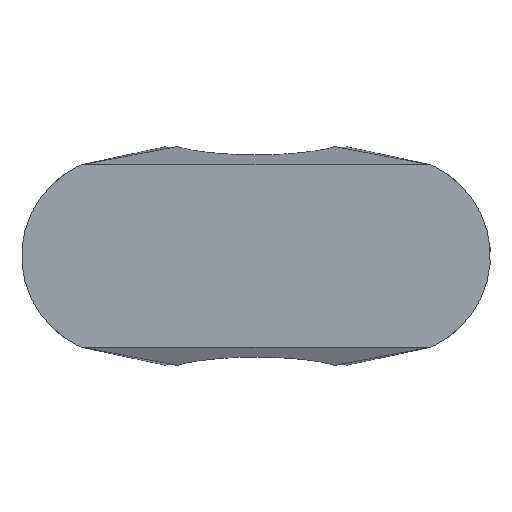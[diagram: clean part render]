
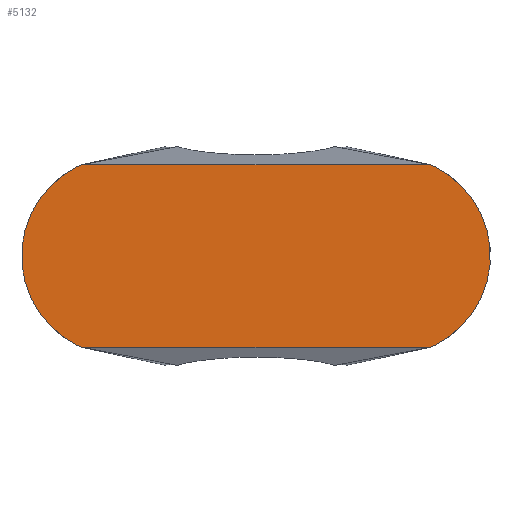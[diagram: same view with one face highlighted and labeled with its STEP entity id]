
A CAD part, front view. The second image highlights one B-rep face of the part: STEP entity #5132.
In plain terms, the highlighted planar face has unit normal (0, -1, 0).
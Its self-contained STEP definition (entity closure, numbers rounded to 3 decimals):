
#241 = CIRCLE ( 'NONE', #8708, 2.54 ) ;
#392 = DIRECTION ( 'NONE',  ( 0., -1., 0. ) ) ;
#393 = DIRECTION ( 'NONE',  ( 1., 0., 0. ) ) ;
#632 = VERTEX_POINT ( 'NONE', #9533 ) ;
#653 = CARTESIAN_POINT ( 'NONE',  ( -17.511, -35.154, -7.087 ) ) ;
#915 = DIRECTION ( 'NONE',  ( 0., -1., 0. ) ) ;
#1111 = EDGE_CURVE ( 'NONE', #5180, #10914, #5051, .T. ) ;
#1243 = CARTESIAN_POINT ( 'NONE',  ( 18.222, -35.154, 9.525 ) ) ;
#1302 = DIRECTION ( 'NONE',  ( 0., -1., 0. ) ) ;
#1476 = CARTESIAN_POINT ( 'NONE',  ( -18.222, -35.154, 9.525 ) ) ;
#1657 = CARTESIAN_POINT ( 'NONE',  ( 18.222, -35.154, 9.525 ) ) ;
#1674 = CIRCLE ( 'NONE', #13759, 10.4 ) ;
#1755 = DIRECTION ( 'NONE',  ( 0., 0., 1. ) ) ;
#1793 = ORIENTED_EDGE ( 'NONE', *, *, #4549, .T. ) ;
#2326 = EDGE_CURVE ( 'NONE', #632, #6298, #9053, .T. ) ;
#2682 = CARTESIAN_POINT ( 'NONE',  ( 18.61, -35.154, -9.377 ) ) ;
#2684 = DIRECTION ( 'NONE',  ( 0., -1., 0. ) ) ;
#2780 = EDGE_CURVE ( 'NONE', #12459, #5180, #1674, .T. ) ;
#3026 = ORIENTED_EDGE ( 'NONE', *, *, #4462, .T. ) ;
#3205 = DIRECTION ( 'NONE',  ( 0., -1., 0. ) ) ;
#3598 = AXIS2_PLACEMENT_3D ( 'NONE', #7688, #915, #8854 ) ;
#4333 = CARTESIAN_POINT ( 'NONE',  ( 14.111, -35.154, 0. ) ) ;
#4393 = EDGE_CURVE ( 'NONE', #9515, #12459, #12647, .T. ) ;
#4462 = EDGE_CURVE ( 'NONE', #12757, #632, #12845, .T. ) ;
#4538 = ORIENTED_EDGE ( 'NONE', *, *, #2326, .T. ) ;
#4549 = EDGE_CURVE ( 'NONE', #10914, #8269, #12342, .T. ) ;
#4829 = CARTESIAN_POINT ( 'NONE',  ( -18.222, -35.154, -9.525 ) ) ;
#5051 = CIRCLE ( 'NONE', #7288, 2.54 ) ;
#5132 = ADVANCED_FACE ( 'NONE', ( #8235 ), #7062, .T. ) ;
#5180 = VERTEX_POINT ( 'NONE', #12965 ) ;
#5305 = VECTOR ( 'NONE', #6889, 1000. ) ;
#5485 = DIRECTION ( 'NONE',  ( 0., 0., 1. ) ) ;
#6298 = VERTEX_POINT ( 'NONE', #1657 ) ;
#6454 = ORIENTED_EDGE ( 'NONE', *, *, #9373, .T. ) ;
#6857 = CARTESIAN_POINT ( 'NONE',  ( 18.222, -35.154, -9.525 ) ) ;
#6889 = DIRECTION ( 'NONE',  ( -1., 0., 0. ) ) ;
#7062 = PLANE ( 'NONE',  #13929 ) ;
#7111 = CARTESIAN_POINT ( 'NONE',  ( 17.511, -35.154, -7.087 ) ) ;
#7227 = EDGE_LOOP ( 'NONE', ( #9867, #3026, #4538, #6454, #12353, #14553, #11825, #1793 ) ) ;
#7288 = AXIS2_PLACEMENT_3D ( 'NONE', #653, #8560, #1755 ) ;
#7585 = AXIS2_PLACEMENT_3D ( 'NONE', #4333, #12285, #5485 ) ;
#7688 = CARTESIAN_POINT ( 'NONE',  ( -17.511, -35.154, 7.087 ) ) ;
#8051 = CARTESIAN_POINT ( 'NONE',  ( -18.222, -35.154, -9.525 ) ) ;
#8102 = CARTESIAN_POINT ( 'NONE',  ( 17.511, -35.154, 7.087 ) ) ;
#8235 = FACE_OUTER_BOUND ( 'NONE', #7227, .T. ) ;
#8269 = VERTEX_POINT ( 'NONE', #6857 ) ;
#8291 = DIRECTION ( 'NONE',  ( 0., 0., 1. ) ) ;
#8366 = EDGE_CURVE ( 'NONE', #8269, #12757, #241, .T. ) ;
#8560 = DIRECTION ( 'NONE',  ( 0., -1., 0. ) ) ;
#8708 = AXIS2_PLACEMENT_3D ( 'NONE', #9498, #2684, #10624 ) ;
#8854 = DIRECTION ( 'NONE',  ( 0., 0., 1. ) ) ;
#9053 = CIRCLE ( 'NONE', #13260, 2.54 ) ;
#9250 = DIRECTION ( 'NONE',  ( 0., 0., 1. ) ) ;
#9373 = EDGE_CURVE ( 'NONE', #6298, #9515, #14046, .T. ) ;
#9498 = CARTESIAN_POINT ( 'NONE',  ( 17.511, -35.154, -7.087 ) ) ;
#9515 = VERTEX_POINT ( 'NONE', #1476 ) ;
#9533 = CARTESIAN_POINT ( 'NONE',  ( 18.61, -35.154, 9.377 ) ) ;
#9801 = CARTESIAN_POINT ( 'NONE',  ( -18.61, -35.154, 9.377 ) ) ;
#9867 = ORIENTED_EDGE ( 'NONE', *, *, #8366, .T. ) ;
#10043 = CARTESIAN_POINT ( 'NONE',  ( -14.111, -35.154, 0. ) ) ;
#10624 = DIRECTION ( 'NONE',  ( 0., 0., 1. ) ) ;
#10914 = VERTEX_POINT ( 'NONE', #8051 ) ;
#11172 = DIRECTION ( 'NONE',  ( 0., 0., 1. ) ) ;
#11825 = ORIENTED_EDGE ( 'NONE', *, *, #1111, .T. ) ;
#12285 = DIRECTION ( 'NONE',  ( 0., -1., 0. ) ) ;
#12320 = VECTOR ( 'NONE', #393, 1000. ) ;
#12342 = LINE ( 'NONE', #4829, #12320 ) ;
#12353 = ORIENTED_EDGE ( 'NONE', *, *, #4393, .T. ) ;
#12459 = VERTEX_POINT ( 'NONE', #9801 ) ;
#12647 = CIRCLE ( 'NONE', #3598, 2.54 ) ;
#12757 = VERTEX_POINT ( 'NONE', #2682 ) ;
#12845 = CIRCLE ( 'NONE', #7585, 10.4 ) ;
#12965 = CARTESIAN_POINT ( 'NONE',  ( -18.61, -35.154, -9.377 ) ) ;
#13260 = AXIS2_PLACEMENT_3D ( 'NONE', #8102, #1302, #9250 ) ;
#13759 = AXIS2_PLACEMENT_3D ( 'NONE', #10043, #3205, #11172 ) ;
#13929 = AXIS2_PLACEMENT_3D ( 'NONE', #7111, #392, #8291 ) ;
#14046 = LINE ( 'NONE', #1243, #5305 ) ;
#14553 = ORIENTED_EDGE ( 'NONE', *, *, #2780, .T. ) ;
